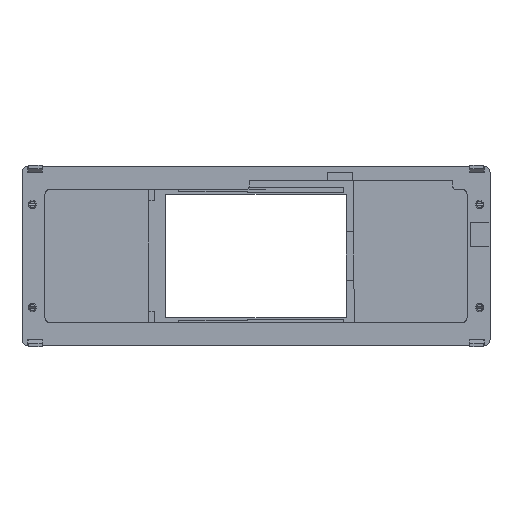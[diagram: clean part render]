
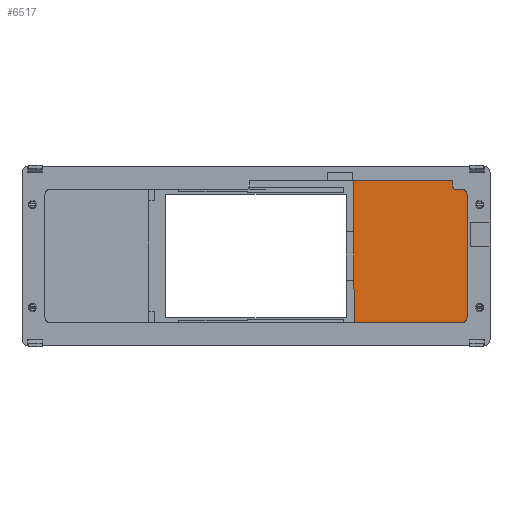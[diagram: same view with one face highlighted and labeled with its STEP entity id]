
A CAD part, top view. The second image highlights one B-rep face of the part: STEP entity #6517.
In plain terms, the highlighted planar face has unit normal (0, 0, 1).
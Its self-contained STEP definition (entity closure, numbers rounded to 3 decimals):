
#93=CIRCLE('',#6755,2.);
#94=CIRCLE('',#6756,2.);
#95=CIRCLE('',#6757,1.);
#245=PLANE('',#6754);
#575=FACE_OUTER_BOUND('',#945,.T.);
#945=EDGE_LOOP('',(#5466,#5467,#5468,#5469,#5470,#5471,#5472,#5473,#5474,
#5475,#5476));
#1422=LINE('',#11407,#1994);
#1484=LINE('',#11537,#2056);
#1486=LINE('',#11542,#2058);
#1488=LINE('',#11546,#2060);
#1489=LINE('',#11550,#2061);
#1490=LINE('',#11554,#2062);
#1491=LINE('',#11557,#2063);
#1492=LINE('',#11558,#2064);
#1994=VECTOR('',#7486,10.);
#2056=VECTOR('',#7576,10.);
#2058=VECTOR('',#7580,10.);
#2060=VECTOR('',#7584,10.);
#2061=VECTOR('',#7587,10.);
#2062=VECTOR('',#7590,10.);
#2063=VECTOR('',#7593,10.);
#2064=VECTOR('',#7594,10.);
#2998=VERTEX_POINT('',#11404);
#2999=VERTEX_POINT('',#11406);
#3053=VERTEX_POINT('',#11535);
#3054=VERTEX_POINT('',#11539);
#3055=VERTEX_POINT('',#11541);
#3056=VERTEX_POINT('',#11545);
#3057=VERTEX_POINT('',#11547);
#3058=VERTEX_POINT('',#11549);
#3059=VERTEX_POINT('',#11551);
#3060=VERTEX_POINT('',#11553);
#3061=VERTEX_POINT('',#11555);
#3858=EDGE_CURVE('',#2998,#2999,#1422,.T.);
#3923=EDGE_CURVE('',#2998,#3053,#1484,.T.);
#3925=EDGE_CURVE('',#3055,#3054,#1486,.T.);
#3927=EDGE_CURVE('',#3056,#3054,#1488,.T.);
#3928=EDGE_CURVE('',#3057,#3056,#93,.T.);
#3929=EDGE_CURVE('',#3058,#3057,#1489,.T.);
#3930=EDGE_CURVE('',#3059,#3058,#94,.T.);
#3931=EDGE_CURVE('',#3060,#3059,#1490,.T.);
#3932=EDGE_CURVE('',#3061,#3060,#95,.T.);
#3933=EDGE_CURVE('',#2999,#3061,#1491,.T.);
#3934=EDGE_CURVE('',#3055,#3053,#1492,.T.);
#5466=ORIENTED_EDGE('',*,*,#3925,.T.);
#5467=ORIENTED_EDGE('',*,*,#3927,.F.);
#5468=ORIENTED_EDGE('',*,*,#3928,.F.);
#5469=ORIENTED_EDGE('',*,*,#3929,.F.);
#5470=ORIENTED_EDGE('',*,*,#3930,.F.);
#5471=ORIENTED_EDGE('',*,*,#3931,.F.);
#5472=ORIENTED_EDGE('',*,*,#3932,.F.);
#5473=ORIENTED_EDGE('',*,*,#3933,.F.);
#5474=ORIENTED_EDGE('',*,*,#3858,.F.);
#5475=ORIENTED_EDGE('',*,*,#3923,.T.);
#5476=ORIENTED_EDGE('',*,*,#3934,.F.);
#6517=ADVANCED_FACE('',(#575),#245,.T.);
#6754=AXIS2_PLACEMENT_3D('',#11544,#7582,#7583);
#6755=AXIS2_PLACEMENT_3D('',#11548,#7585,#7586);
#6756=AXIS2_PLACEMENT_3D('',#11552,#7588,#7589);
#6757=AXIS2_PLACEMENT_3D('',#11556,#7591,#7592);
#7486=DIRECTION('',(1.,0.,0.));
#7576=DIRECTION('',(0.,-1.,0.));
#7580=DIRECTION('',(0.019,-1.,0.));
#7582=DIRECTION('center_axis',(0.,0.,1.));
#7583=DIRECTION('ref_axis',(-1.,0.,0.));
#7584=DIRECTION('',(-1.,0.,0.));
#7585=DIRECTION('center_axis',(0.,0.,-1.));
#7586=DIRECTION('ref_axis',(0.707,-0.707,0.));
#7587=DIRECTION('',(0.,-1.,0.));
#7588=DIRECTION('center_axis',(0.,0.,-1.));
#7589=DIRECTION('ref_axis',(0.707,0.707,0.));
#7590=DIRECTION('',(1.,0.,0.));
#7591=DIRECTION('center_axis',(0.,0.,1.));
#7592=DIRECTION('ref_axis',(-0.707,-0.707,0.));
#7593=DIRECTION('',(0.,-1.,0.));
#7594=DIRECTION('',(0.,1.,0.));
#11404=CARTESIAN_POINT('',(144.65,72.,1.8));
#11406=CARTESIAN_POINT('',(187.826,72.,1.8));
#11407=CARTESIAN_POINT('',(134.163,72.,1.8));
#11535=CARTESIAN_POINT('',(144.65,49.5,1.8));
#11537=CARTESIAN_POINT('',(144.65,49.5,1.8));
#11539=CARTESIAN_POINT('',(145.,10.,1.8));
#11541=CARTESIAN_POINT('',(144.65,28.5,1.8));
#11542=CARTESIAN_POINT('',(144.65,28.5,1.8));
#11544=CARTESIAN_POINT('Origin',(169.325,41.,1.8));
#11545=CARTESIAN_POINT('',(192.,10.,1.8));
#11546=CARTESIAN_POINT('',(181.663,10.,1.8));
#11547=CARTESIAN_POINT('',(194.,12.,1.8));
#11548=CARTESIAN_POINT('Origin',(192.,12.,1.8));
#11549=CARTESIAN_POINT('',(194.,66.,1.8));
#11550=CARTESIAN_POINT('',(194.,54.5,1.8));
#11551=CARTESIAN_POINT('',(192.,68.,1.8));
#11552=CARTESIAN_POINT('Origin',(192.,66.,1.8));
#11553=CARTESIAN_POINT('',(188.826,68.,1.8));
#11554=CARTESIAN_POINT('',(89.663,68.,1.8));
#11555=CARTESIAN_POINT('',(187.826,69.,1.8));
#11556=CARTESIAN_POINT('Origin',(188.826,69.,1.8));
#11557=CARTESIAN_POINT('',(187.826,56.5,1.8));
#11558=CARTESIAN_POINT('',(144.65,34.75,1.8));
